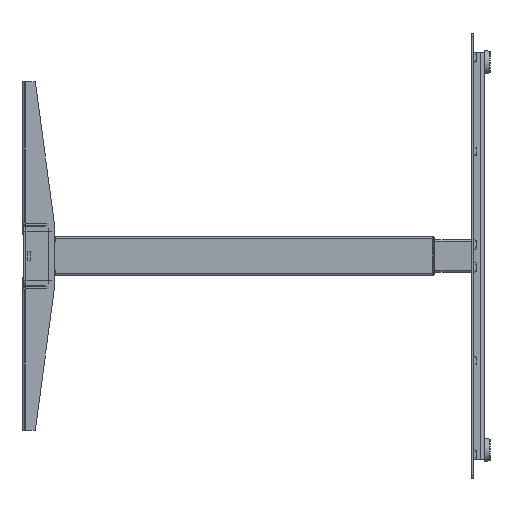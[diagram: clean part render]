
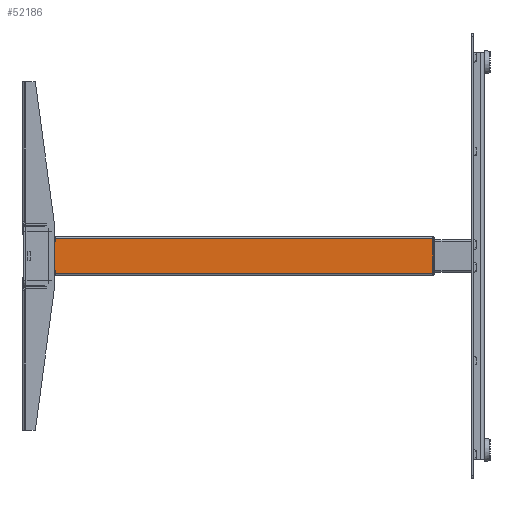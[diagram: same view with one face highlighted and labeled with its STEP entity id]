
A CAD part, left-side view. The second image highlights one B-rep face of the part: STEP entity #52186.
In plain terms, the highlighted planar face has unit normal (-1, 0, 0).
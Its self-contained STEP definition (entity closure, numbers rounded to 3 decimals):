
#35 = VERTEX_POINT ( 'NONE', #1612 ) ;
#1612 = CARTESIAN_POINT ( 'NONE',  ( -584., 88.3, 27. ) ) ;
#3624 = DIRECTION ( 'NONE',  ( 0., 1., 0. ) ) ;
#3860 = EDGE_LOOP ( 'NONE', ( #33037, #37684, #35552, #5148 ) ) ;
#5148 = ORIENTED_EDGE ( 'NONE', *, *, #23604, .T. ) ;
#7022 = CARTESIAN_POINT ( 'NONE',  ( -584., 88.3, 27. ) ) ;
#10117 = VECTOR ( 'NONE', #14765, 1000. ) ;
#13036 = DIRECTION ( 'NONE',  ( 1., 0., 0. ) ) ;
#13506 = VECTOR ( 'NONE', #34423, 1000. ) ;
#14765 = DIRECTION ( 'NONE',  ( 0., 0., -1. ) ) ;
#15512 = AXIS2_PLACEMENT_3D ( 'NONE', #67747, #13036, #56612 ) ;
#19632 = LINE ( 'NONE', #62905, #51807 ) ;
#23604 = EDGE_CURVE ( 'NONE', #35, #38769, #69875, .T. ) ;
#27360 = FACE_OUTER_BOUND ( 'NONE', #3860, .T. ) ;
#27619 = DIRECTION ( 'NONE',  ( 0., 1., 0. ) ) ;
#29117 = PLANE ( 'NONE',  #15512 ) ;
#29326 = CARTESIAN_POINT ( 'NONE',  ( -584., 676.3, 27. ) ) ;
#31856 = VERTEX_POINT ( 'NONE', #40966 ) ;
#33037 = ORIENTED_EDGE ( 'NONE', *, *, #42263, .T. ) ;
#34423 = DIRECTION ( 'NONE',  ( 0., 0., -1. ) ) ;
#34710 = LINE ( 'NONE', #60298, #13506 ) ;
#35552 = ORIENTED_EDGE ( 'NONE', *, *, #67763, .F. ) ;
#36424 = CARTESIAN_POINT ( 'NONE',  ( -584., 88.3, -27. ) ) ;
#36775 = VERTEX_POINT ( 'NONE', #36424 ) ;
#37684 = ORIENTED_EDGE ( 'NONE', *, *, #62380, .F. ) ;
#38769 = VERTEX_POINT ( 'NONE', #29326 ) ;
#40966 = CARTESIAN_POINT ( 'NONE',  ( -584., 676.3, -27. ) ) ;
#42263 = EDGE_CURVE ( 'NONE', #38769, #31856, #34710, .T. ) ;
#51807 = VECTOR ( 'NONE', #3624, 1000. ) ;
#52186 = ADVANCED_FACE ( 'NONE', ( #27360 ), #29117, .F. ) ;
#56612 = DIRECTION ( 'NONE',  ( 0., 0., -1. ) ) ;
#60298 = CARTESIAN_POINT ( 'NONE',  ( -584., 676.3, -27. ) ) ;
#62380 = EDGE_CURVE ( 'NONE', #36775, #31856, #19632, .T. ) ;
#62905 = CARTESIAN_POINT ( 'NONE',  ( -584., 88.3, -27. ) ) ;
#63580 = CARTESIAN_POINT ( 'NONE',  ( -584., 88.3, -27. ) ) ;
#64403 = LINE ( 'NONE', #63580, #10117 ) ;
#67747 = CARTESIAN_POINT ( 'NONE',  ( -584., 88.3, -27. ) ) ;
#67763 = EDGE_CURVE ( 'NONE', #35, #36775, #64403, .T. ) ;
#68177 = VECTOR ( 'NONE', #27619, 1000. ) ;
#69875 = LINE ( 'NONE', #7022, #68177 ) ;
